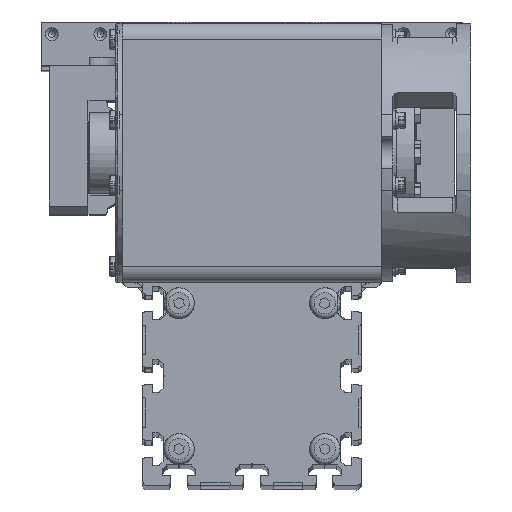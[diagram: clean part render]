
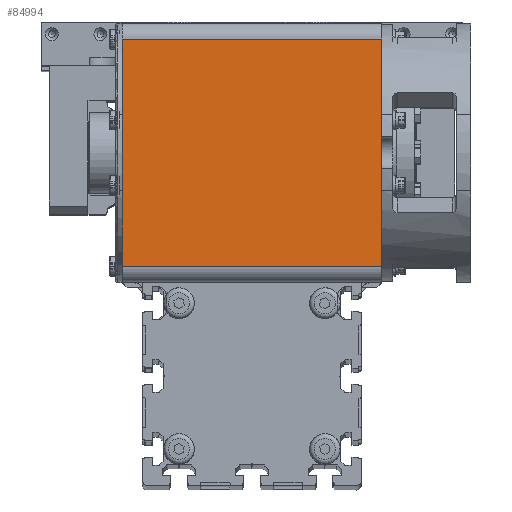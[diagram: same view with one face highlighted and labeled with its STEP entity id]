
A CAD part, top view. The second image highlights one B-rep face of the part: STEP entity #84994.
In plain terms, the highlighted face is planar.
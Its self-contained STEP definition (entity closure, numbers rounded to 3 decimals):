
#11695=LINE('',#153225,#20101);
#11703=LINE('',#153252,#20109);
#11704=LINE('',#153253,#20110);
#11705=LINE('',#153254,#20111);
#20101=VECTOR('',#115787,10.);
#20109=VECTOR('',#115817,10.);
#20110=VECTOR('',#115818,10.);
#20111=VECTOR('',#115819,10.);
#25929=FACE_OUTER_BOUND('',#30775,.T.);
#30775=EDGE_LOOP('',(#76392,#76393,#76394,#76395));
#41681=VERTEX_POINT('',#153222);
#41682=VERTEX_POINT('',#153224);
#41689=VERTEX_POINT('',#153250);
#41690=VERTEX_POINT('',#153251);
#53325=EDGE_CURVE('',#41681,#41682,#11695,.T.);
#53338=EDGE_CURVE('',#41689,#41690,#11703,.T.);
#53339=EDGE_CURVE('',#41689,#41682,#11704,.T.);
#53340=EDGE_CURVE('',#41690,#41681,#11705,.T.);
#76392=ORIENTED_EDGE('',*,*,#53338,.F.);
#76393=ORIENTED_EDGE('',*,*,#53339,.T.);
#76394=ORIENTED_EDGE('',*,*,#53325,.F.);
#76395=ORIENTED_EDGE('',*,*,#53340,.F.);
#80621=PLANE('',#92753);
#84994=ADVANCED_FACE('',(#25929),#80621,.T.);
#92753=AXIS2_PLACEMENT_3D('',#153249,#115815,#115816);
#115787=DIRECTION('',(0.,1.,0.));
#115815=DIRECTION('center_axis',(-1.,0.,0.));
#115816=DIRECTION('ref_axis',(0.,1.,0.));
#115817=DIRECTION('',(0.,-1.,0.));
#115818=DIRECTION('',(0.,0.,-1.));
#115819=DIRECTION('',(0.,0.,-1.));
#153222=CARTESIAN_POINT('',(-95.,-70.,-160.));
#153224=CARTESIAN_POINT('',(-95.,70.,-160.));
#153225=CARTESIAN_POINT('',(-95.,70.,-160.));
#153249=CARTESIAN_POINT('Origin',(-95.,-70.,0.));
#153250=CARTESIAN_POINT('',(-95.,70.,0.));
#153251=CARTESIAN_POINT('',(-95.,-70.,0.));
#153252=CARTESIAN_POINT('',(-95.,70.,0.));
#153253=CARTESIAN_POINT('',(-95.,70.,0.));
#153254=CARTESIAN_POINT('',(-95.,-70.,0.));
